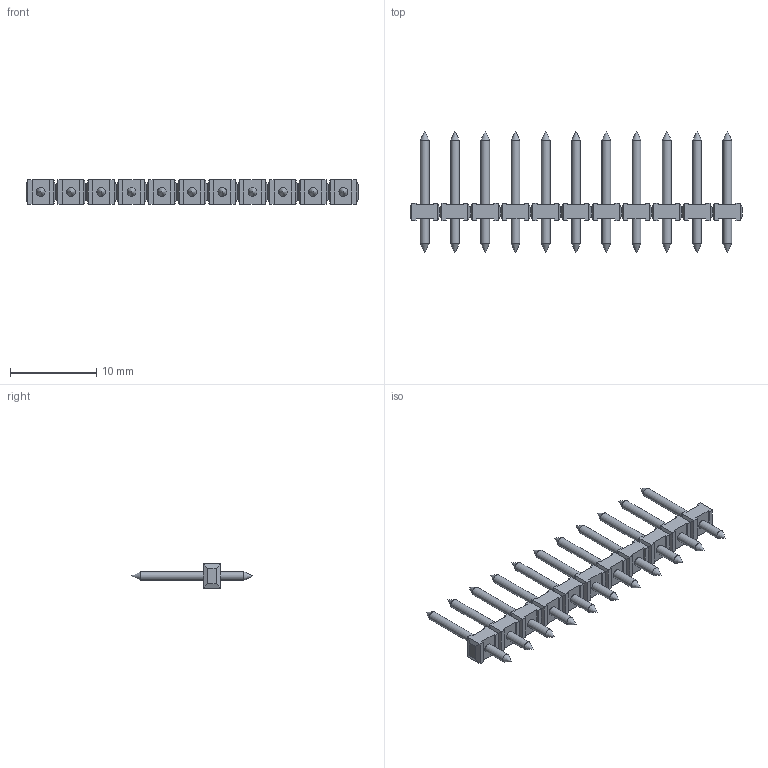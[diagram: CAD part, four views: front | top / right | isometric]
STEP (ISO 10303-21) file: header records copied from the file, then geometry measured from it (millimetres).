
FILE_DESCRIPTION( ( 'STEP AP214' ), '1' );
FILE_NAME( ' ', ' ', ( ' ' ), ( ' ' ), 'PSStep 11.0', 'VISI 17.0', ' ' );
FILE_SCHEMA( ( 'AUTOMOTIVE_DESIGN { 1 0 10303 214 1 1 1 1 }' ) );
Length unit declared in the file: millimetre
Products named in the file (1): 1
Bounding box: 38.4 x 14 x 2.8 mm (x, y, z)
Volume: 273.1 mm3; surface area: 803.8 mm2
Topology: 1 solids, 1 shells, 306 faces, 744 edges, 440 vertices
Faces by surface type: plane 262, cone 22, cylinder 22
Full cylindrical faces by diameter (mm): 1 x22
Entity records: 10525 total; most frequent: CARTESIAN_POINT 1381, DIRECTION 1314, ORIENTED_EDGE 1312, EDGE_CURVE 656, LINE 612, VECTOR 612, VERTEX_POINT 418, AXIS2_PLACEMENT_3D 351
